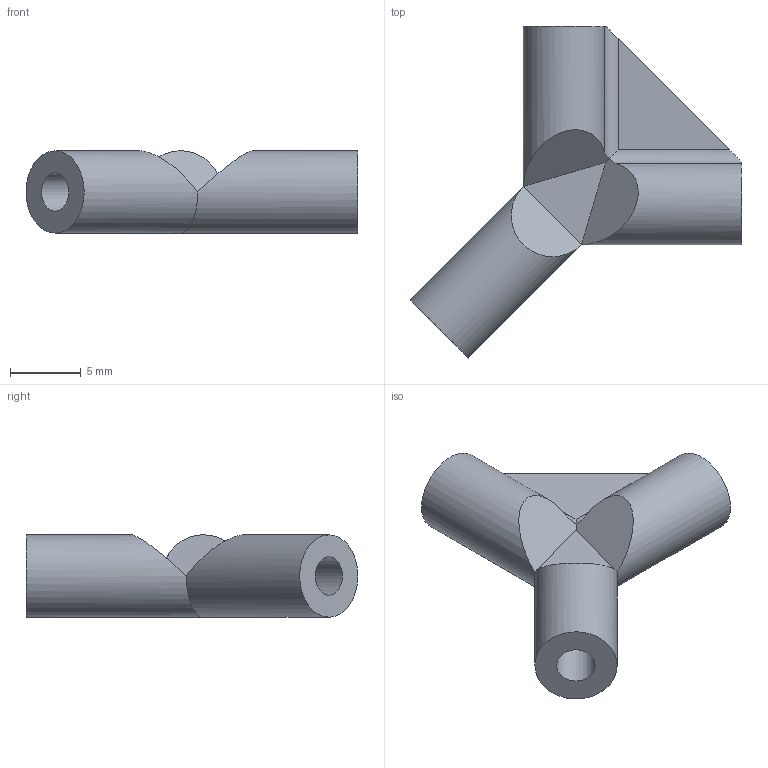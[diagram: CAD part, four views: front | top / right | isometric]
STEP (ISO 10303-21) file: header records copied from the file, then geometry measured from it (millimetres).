
FILE_DESCRIPTION((''),'2;1');
FILE_NAME('filename', '',(''),(''),'','','');
FILE_SCHEMA(('AUTOMOTIVE_DESIGN { 1 0 10303 214 1 1 1 1 }'));
Length unit declared in the file: millimetre
Products named in the file (1): Foot3_Shorter
Bounding box: 23.38 x 23.39 x 5.8 mm (x, y, z)
Volume: 885.2 mm3; surface area: 992.2 mm2
Topology: 1 solids, 1 shells, 21 faces, 43 edges, 27 vertices
Faces by surface type: plane 13, cylinder 8
Full cylindrical faces by diameter (mm): 2.7 x3, 5.8 x1
Entity records: 553 total; most frequent: DIRECTION 102, CARTESIAN_POINT 84, ORIENTED_EDGE 74, AXIS2_PLACEMENT_3D 43, EDGE_CURVE 37, EDGE_LOOP 28, VERTEX_POINT 25, FACE_OUTER_BOUND 21
